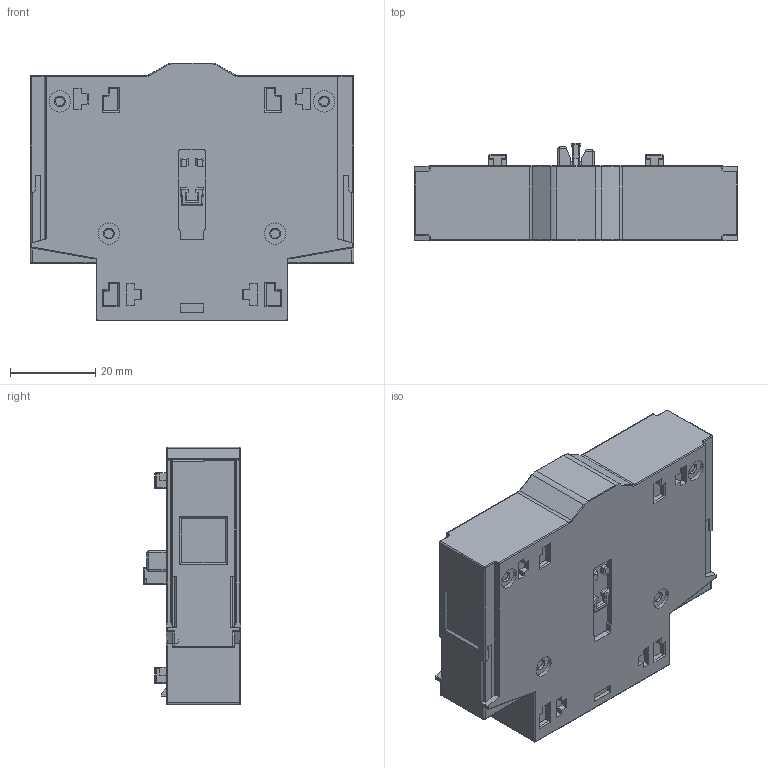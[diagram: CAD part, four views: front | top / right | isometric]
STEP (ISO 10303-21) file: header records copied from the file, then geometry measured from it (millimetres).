
FILE_DESCRIPTION (( 'STEP AP214' ), '1' );
FILE_NAME ('ARMAT Ïîëþñ íåéòðàëüíûé äëÿ SDM 80À IEK.STEP', '2025-02-18T10:29:02', ( '' ), ( '' ), 'SwSTEP 2.0', 'SolidWorks 2022', '' );
FILE_SCHEMA (( 'AUTOMOTIVE_DESIGN' ));
Length unit declared in the file: millimetre
Products named in the file (1): ARMAT Полюс нейтральный для SDM 80А IEK
Bounding box: 75.8 x 22.9 x 60.5 mm (x, y, z)
Volume: 68221.4 mm3; surface area: 14320.5 mm2
Topology: 1 solids, 1 shells, 816 faces, 2025 edges, 1218 vertices
Faces by surface type: plane 463, cylinder 243, sphere 52, torus 28, cone 20, bspline 10
Entity records: 32262 total; most frequent: CARTESIAN_POINT 4550, DIRECTION 4015, ORIENTED_EDGE 3966, EDGE_CURVE 1983, LINE 1425, VECTOR 1425, AXIS2_PLACEMENT_3D 1295, VERTEX_POINT 1218
